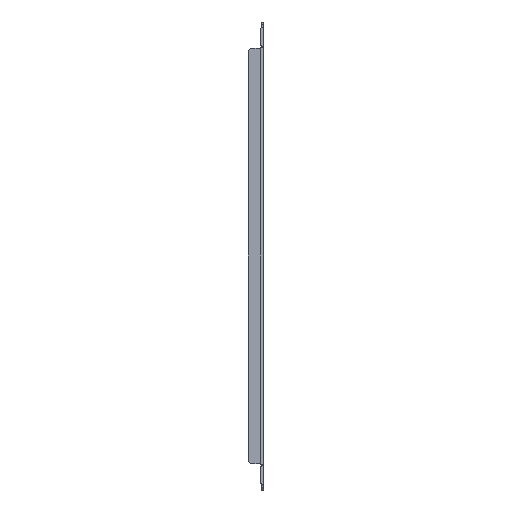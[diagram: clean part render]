
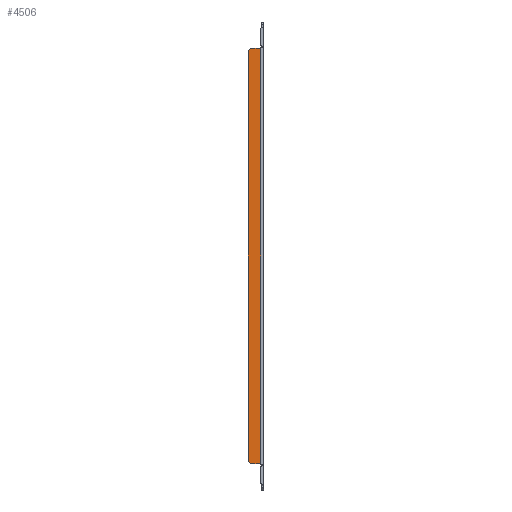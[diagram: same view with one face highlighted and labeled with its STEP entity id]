
A CAD part, left-side view. The second image highlights one B-rep face of the part: STEP entity #4506.
In plain terms, the highlighted planar face has unit normal (-1, 0, 0).
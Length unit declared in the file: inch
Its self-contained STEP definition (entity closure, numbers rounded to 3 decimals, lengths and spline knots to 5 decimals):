
#247 = VECTOR ( 'NONE', #584, 39.37008 ) ;
#260 = ORIENTED_EDGE ( 'NONE', *, *, #973, .F. ) ;
#338 = EDGE_CURVE ( 'NONE', #1923, #1676, #3633, .T. ) ;
#359 = CARTESIAN_POINT ( 'NONE',  ( -14.085, 0.625, 9.85 ) ) ;
#369 = CARTESIAN_POINT ( 'NONE',  ( -14.085, 0.75, 9.725 ) ) ;
#410 = LINE ( 'NONE', #2727, #247 ) ;
#423 = VERTEX_POINT ( 'NONE', #369 ) ;
#566 = EDGE_CURVE ( 'NONE', #423, #2820, #2549, .T. ) ;
#584 = DIRECTION ( 'NONE',  ( 0., 0., -1. ) ) ;
#718 = CARTESIAN_POINT ( 'NONE',  ( -14.085, 0.143, -9.85662 ) ) ;
#761 = FACE_OUTER_BOUND ( 'NONE', #1453, .T. ) ;
#872 = VECTOR ( 'NONE', #2165, 39.37008 ) ;
#898 = CARTESIAN_POINT ( 'NONE',  ( -14.085, 0.171, 9.9125 ) ) ;
#904 = ORIENTED_EDGE ( 'NONE', *, *, #986, .T. ) ;
#973 = EDGE_CURVE ( 'NONE', #4183, #3674, #2665, .T. ) ;
#986 = EDGE_CURVE ( 'NONE', #2355, #1676, #4552, .T. ) ;
#1033 = AXIS2_PLACEMENT_3D ( 'NONE', #1418, #4388, #3980 ) ;
#1142 = CIRCLE ( 'NONE', #4402, 0.0625 ) ;
#1205 = VECTOR ( 'NONE', #1615, 39.37008 ) ;
#1303 = ORIENTED_EDGE ( 'NONE', *, *, #338, .F. ) ;
#1320 = EDGE_CURVE ( 'NONE', #1923, #2876, #1142, .T. ) ;
#1327 = EDGE_CURVE ( 'NONE', #2820, #2876, #4259, .T. ) ;
#1336 = DIRECTION ( 'NONE',  ( 1., 0., 0. ) ) ;
#1352 = ORIENTED_EDGE ( 'NONE', *, *, #1327, .F. ) ;
#1416 = CARTESIAN_POINT ( 'NONE',  ( -14.085, 0.143, 10.888 ) ) ;
#1418 = CARTESIAN_POINT ( 'NONE',  ( -14.085, 0.171, -9.9125 ) ) ;
#1453 = EDGE_LOOP ( 'NONE', ( #4526, #1352, #4478, #4657, #260, #2565, #904, #1303 ) ) ;
#1543 = CARTESIAN_POINT ( 'NONE',  ( -14.085, 0.143, 9.85662 ) ) ;
#1556 = CARTESIAN_POINT ( 'NONE',  ( -14.085, 0.75, -9.85 ) ) ;
#1603 = DIRECTION ( 'NONE',  ( 1., 0., 0. ) ) ;
#1615 = DIRECTION ( 'NONE',  ( 0., -1., 0. ) ) ;
#1676 = VERTEX_POINT ( 'NONE', #718 ) ;
#1876 = EDGE_CURVE ( 'NONE', #2355, #4183, #4761, .T. ) ;
#1923 = VERTEX_POINT ( 'NONE', #1543 ) ;
#2065 = DIRECTION ( 'NONE',  ( 0., 0.707, 0.707 ) ) ;
#2165 = DIRECTION ( 'NONE',  ( 0., 0., -1. ) ) ;
#2355 = VERTEX_POINT ( 'NONE', #2764 ) ;
#2549 = LINE ( 'NONE', #2929, #3382 ) ;
#2565 = ORIENTED_EDGE ( 'NONE', *, *, #1876, .F. ) ;
#2665 = LINE ( 'NONE', #2735, #3837 ) ;
#2727 = CARTESIAN_POINT ( 'NONE',  ( -14.085, 0.75, -11.085 ) ) ;
#2735 = CARTESIAN_POINT ( 'NONE',  ( -14.085, 0.75, -9.725 ) ) ;
#2764 = CARTESIAN_POINT ( 'NONE',  ( -14.085, 0.171, -9.85 ) ) ;
#2820 = VERTEX_POINT ( 'NONE', #359 ) ;
#2876 = VERTEX_POINT ( 'NONE', #4078 ) ;
#2929 = CARTESIAN_POINT ( 'NONE',  ( -14.085, 0.625, 9.85 ) ) ;
#3086 = CARTESIAN_POINT ( 'NONE',  ( -14.085, 0.171, 9.85 ) ) ;
#3137 = PLANE ( 'NONE',  #3906 ) ;
#3189 = VECTOR ( 'NONE', #3765, 39.37008 ) ;
#3382 = VECTOR ( 'NONE', #4375, 39.37008 ) ;
#3513 = CARTESIAN_POINT ( 'NONE',  ( -14.085, 0.625, -9.85 ) ) ;
#3633 = LINE ( 'NONE', #1416, #872 ) ;
#3674 = VERTEX_POINT ( 'NONE', #4007 ) ;
#3752 = DIRECTION ( 'NONE',  ( 0., 1., 0. ) ) ;
#3765 = DIRECTION ( 'NONE',  ( 0., 1., 0. ) ) ;
#3837 = VECTOR ( 'NONE', #2065, 39.37008 ) ;
#3906 = AXIS2_PLACEMENT_3D ( 'NONE', #4217, #1336, #4601 ) ;
#3980 = DIRECTION ( 'NONE',  ( 0., 1., 0. ) ) ;
#4007 = CARTESIAN_POINT ( 'NONE',  ( -14.085, 0.75, -9.725 ) ) ;
#4078 = CARTESIAN_POINT ( 'NONE',  ( -14.085, 0.171, 9.85 ) ) ;
#4117 = EDGE_CURVE ( 'NONE', #423, #3674, #410, .T. ) ;
#4183 = VERTEX_POINT ( 'NONE', #3513 ) ;
#4217 = CARTESIAN_POINT ( 'NONE',  ( -14.085, 0.75, 11.085 ) ) ;
#4259 = LINE ( 'NONE', #3086, #1205 ) ;
#4375 = DIRECTION ( 'NONE',  ( 0., -0.707, 0.707 ) ) ;
#4388 = DIRECTION ( 'NONE',  ( 1., 0., 0. ) ) ;
#4402 = AXIS2_PLACEMENT_3D ( 'NONE', #898, #1603, #3752 ) ;
#4478 = ORIENTED_EDGE ( 'NONE', *, *, #566, .F. ) ;
#4506 = ADVANCED_FACE ( 'NONE', ( #761 ), #3137, .F. ) ;
#4526 = ORIENTED_EDGE ( 'NONE', *, *, #1320, .T. ) ;
#4552 = CIRCLE ( 'NONE', #1033, 0.0625 ) ;
#4601 = DIRECTION ( 'NONE',  ( 0., 1., 0. ) ) ;
#4657 = ORIENTED_EDGE ( 'NONE', *, *, #4117, .T. ) ;
#4761 = LINE ( 'NONE', #1556, #3189 ) ;
